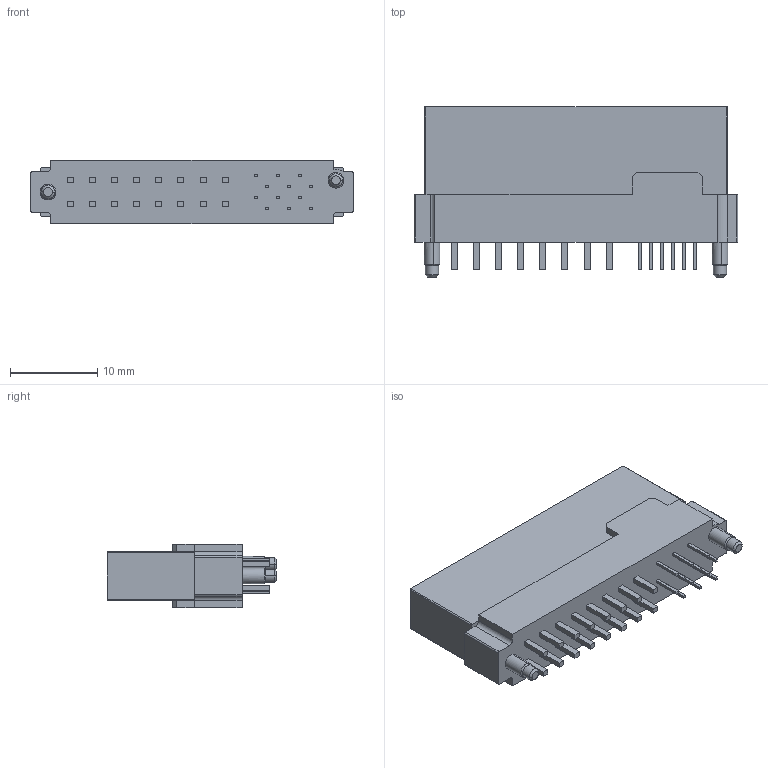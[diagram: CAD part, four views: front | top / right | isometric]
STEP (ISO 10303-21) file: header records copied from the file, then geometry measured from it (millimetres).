
FILE_DESCRIPTION((''),'2;1');
FILE_NAME('10117036-002LF','2019-09-30T',('pramu'),('AFCI'),'CREO PARAMETRIC BY PTC INC, 2016130','CREO PARAMETRIC BY PTC INC, 2016130','');
FILE_SCHEMA(('CONFIG_CONTROL_DESIGN'));
Length unit declared in the file: millimetre
Products named in the file (1): 10117036-002LF
Bounding box: 37.06 x 19.49 x 7.25 mm (x, y, z)
Volume: 2820.6 mm3; surface area: 2670.6 mm2
Topology: 1 solids, 1 shells, 221 faces, 547 edges, 359 vertices
Faces by surface type: plane 189, cylinder 24, cone 8
Entity records: 6480 total; most frequent: CARTESIAN_POINT 1152, ORIENTED_EDGE 1094, DIRECTION 1029, EDGE_CURVE 547, VECTOR 491, LINE 491, VERTEX_POINT 359, AXIS2_PLACEMENT_3D 269
